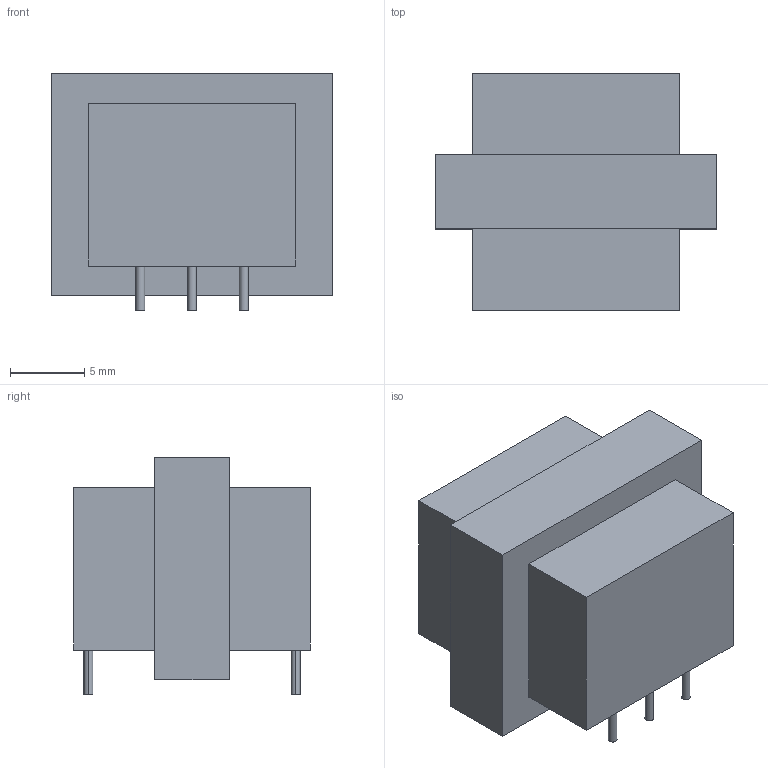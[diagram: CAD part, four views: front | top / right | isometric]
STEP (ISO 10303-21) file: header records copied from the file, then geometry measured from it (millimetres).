
FILE_DESCRIPTION (( 'STEP AP214' ), '1' );
FILE_NAME ('EI-19x5.STEP', '2008-07-09T09:08:29', ( 'Chinese User' ), ( 'Chinese ORG' ), 'SwSTEP 2.0', 'SolidWorks 2005204', '' );
FILE_SCHEMA (( 'AUTOMOTIVE_DESIGN' ));
Length unit declared in the file: millimetre
Products named in the file (1): EI-19x5
Bounding box: 19 x 16 x 16 mm (x, y, z)
Volume: 3124.1 mm3; surface area: 1997.3 mm2
Topology: 8 solids, 8 shells, 40 faces, 72 edges, 48 vertices
Faces by surface type: plane 28, cylinder 12
Entity records: 1202 total; most frequent: DIRECTION 178, CARTESIAN_POINT 161, ORIENTED_EDGE 144, EDGE_CURVE 72, AXIS2_PLACEMENT_3D 65, VERTEX_POINT 48, VECTOR 48, LINE 48
